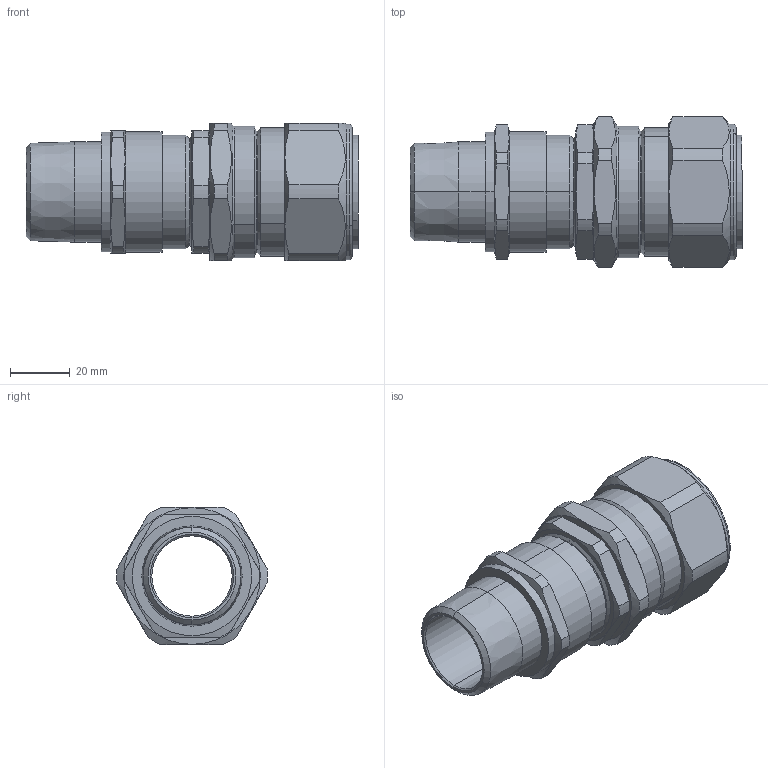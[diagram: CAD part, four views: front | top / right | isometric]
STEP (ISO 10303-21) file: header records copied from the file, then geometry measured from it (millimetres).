
FILE_DESCRIPTION (( 'STEP AP203' ), '1' );
FILE_NAME ('32E%1RA033.STEP', '2021-04-21T10:27:07', ( '' ), ( '' ), 'SwSTEP 2.0', 'SolidWorks 2017', '' );
FILE_SCHEMA (( 'CONFIG_CONTROL_DESIGN' ));
Length unit declared in the file: millimetre
Products named in the file (1): 32E%1RA033
Bounding box: 111.3 x 50.58 x 46.06 mm (x, y, z)
Volume: 66753.9 mm3; surface area: 28854.6 mm2
Topology: 1 solids, 1 shells, 141 faces, 334 edges, 206 vertices
Faces by surface type: cylinder 50, cone 48, plane 37, torus 6
Entity records: 4519 total; most frequent: CARTESIAN_POINT 1210, DIRECTION 696, ORIENTED_EDGE 668, EDGE_CURVE 334, AXIS2_PLACEMENT_3D 296, VERTEX_POINT 206, CIRCLE 154, EDGE_LOOP 154
